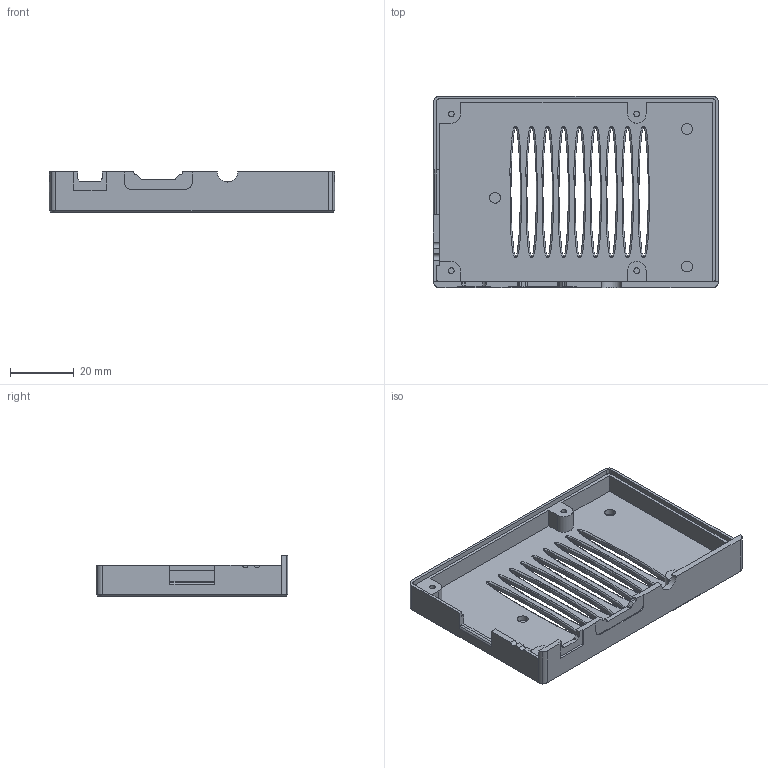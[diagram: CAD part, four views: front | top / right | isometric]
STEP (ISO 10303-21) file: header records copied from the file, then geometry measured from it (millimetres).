
FILE_DESCRIPTION(('STEP AP214'),'1');
FILE_NAME('RPI 3 base.stp','2018-06-18T08:28:34',(' '),(' '),'Spatial InterOp 3D',' ',' ');
FILE_SCHEMA(('AUTOMOTIVE_DESIGN { 1 0 10303 214 1 1 1 1 }'));
Length unit declared in the file: millimetre
Products named in the file (1): base
Bounding box: 89.16 x 59.96 x 12.6 mm (x, y, z)
Volume: 13688.3 mm3; surface area: 15709.4 mm2
Topology: 1 solids, 1 shells, 198 faces, 537 edges, 348 vertices
Faces by surface type: plane 69, cylinder 67, bspline 54, cone 8
Entity records: 38433 total; most frequent: CARTESIAN_POINT 32098, ORIENTED_EDGE 1074, DIRECTION 846, EDGE_CURVE 537, VERTEX_POINT 348, AXIS2_PLACEMENT_3D 290, LINE 266, VECTOR 266
